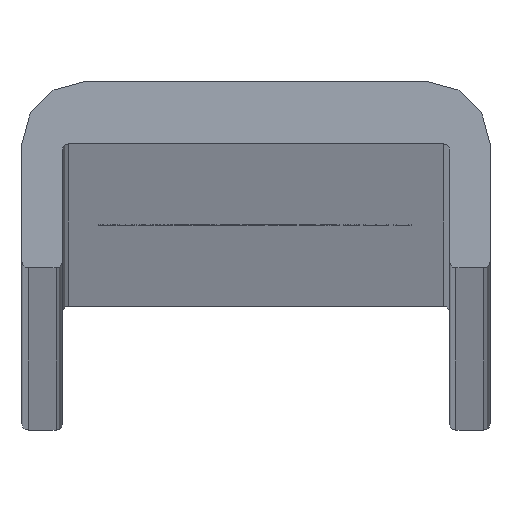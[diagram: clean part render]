
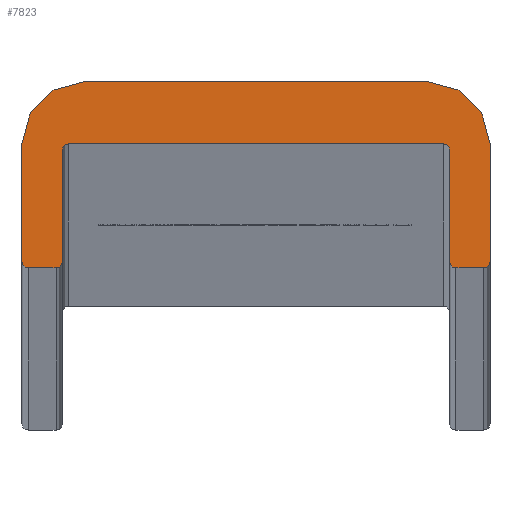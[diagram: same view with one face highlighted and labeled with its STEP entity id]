
A CAD part, top view. The second image highlights one B-rep face of the part: STEP entity #7823.
In plain terms, the highlighted planar face has unit normal (0, 0, 1).
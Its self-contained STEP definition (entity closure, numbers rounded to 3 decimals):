
#58 = VECTOR ( 'NONE', #9177, 1000. ) ;
#60 = CARTESIAN_POINT ( 'NONE',  ( 6.25, 0.2, 1500. ) ) ;
#62 = CARTESIAN_POINT ( 'NONE',  ( -6.25, 3.8, 1500. ) ) ;
#147 = ORIENTED_EDGE ( 'NONE', *, *, #16453, .T. ) ;
#207 = VECTOR ( 'NONE', #10885, 1000. ) ;
#217 = CARTESIAN_POINT ( 'NONE',  ( 5.55, 6., 1500. ) ) ;
#542 = VERTEX_POINT ( 'NONE', #10091 ) ;
#665 = ORIENTED_EDGE ( 'NONE', *, *, #7616, .T. ) ;
#726 = EDGE_CURVE ( 'NONE', #3431, #1467, #2752, .T. ) ;
#862 = EDGE_CURVE ( 'NONE', #4075, #4393, #3213, .T. ) ;
#871 = CARTESIAN_POINT ( 'NONE',  ( -6.45, 0., 1500. ) ) ;
#918 = DIRECTION ( 'NONE',  ( 0., 0., 1. ) ) ;
#926 = LINE ( 'NONE', #6180, #15281 ) ;
#1131 = AXIS2_PLACEMENT_3D ( 'NONE', #5212, #10651, #12110 ) ;
#1184 = CARTESIAN_POINT ( 'NONE',  ( 7.35, 0.2, 1500. ) ) ;
#1212 = EDGE_CURVE ( 'NONE', #1467, #10687, #4296, .T. ) ;
#1260 = EDGE_CURVE ( 'NONE', #16937, #17214, #14215, .T. ) ;
#1403 = EDGE_CURVE ( 'NONE', #8454, #4075, #12568, .T. ) ;
#1467 = VERTEX_POINT ( 'NONE', #1481 ) ;
#1481 = CARTESIAN_POINT ( 'NONE',  ( -5.55, 6., 1500. ) ) ;
#1800 = AXIS2_PLACEMENT_3D ( 'NONE', #17677, #14963, #17554 ) ;
#1850 = CARTESIAN_POINT ( 'NONE',  ( 7.35, 0., 1500. ) ) ;
#2356 = DIRECTION ( 'NONE',  ( -1., 0., 0. ) ) ;
#2377 = EDGE_CURVE ( 'NONE', #4393, #12551, #9997, .T. ) ;
#2752 = LINE ( 'NONE', #16663, #10278 ) ;
#2877 = DIRECTION ( 'NONE',  ( -1., 0., 0. ) ) ;
#2981 = ORIENTED_EDGE ( 'NONE', *, *, #1403, .T. ) ;
#3008 = CARTESIAN_POINT ( 'NONE',  ( -7.35, 0.2, 1500. ) ) ;
#3067 = FACE_OUTER_BOUND ( 'NONE', #5470, .T. ) ;
#3213 = CIRCLE ( 'NONE', #14824, 0.2 ) ;
#3287 = ORIENTED_EDGE ( 'NONE', *, *, #11033, .T. ) ;
#3426 = ORIENTED_EDGE ( 'NONE', *, *, #2377, .T. ) ;
#3431 = VERTEX_POINT ( 'NONE', #217 ) ;
#4075 = VERTEX_POINT ( 'NONE', #62 ) ;
#4282 = DIRECTION ( 'NONE',  ( 0., 0., 1. ) ) ;
#4296 = CIRCLE ( 'NONE', #1131, 2. ) ;
#4393 = VERTEX_POINT ( 'NONE', #16341 ) ;
#4709 = CARTESIAN_POINT ( 'NONE',  ( 7.55, 0.2, 1500. ) ) ;
#5071 = DIRECTION ( 'NONE',  ( 1., 0., 0. ) ) ;
#5150 = CARTESIAN_POINT ( 'NONE',  ( -7.55, 4., 1500. ) ) ;
#5212 = CARTESIAN_POINT ( 'NONE',  ( -5.55, 4., 1500. ) ) ;
#5274 = DIRECTION ( 'NONE',  ( 1., 0., 0. ) ) ;
#5275 = CIRCLE ( 'NONE', #8359, 0.2 ) ;
#5385 = CARTESIAN_POINT ( 'NONE',  ( -6.25, 0.2, 1500. ) ) ;
#5467 = DIRECTION ( 'NONE',  ( -1., 0., 0. ) ) ;
#5470 = EDGE_LOOP ( 'NONE', ( #12996, #8213, #7725, #17151, #8540, #3287, #12899, #2981, #7083, #3426, #147, #7161, #17365, #18073, #15637, #665 ) ) ;
#5507 = DIRECTION ( 'NONE',  ( 0., 0., -1. ) ) ;
#5530 = DIRECTION ( 'NONE',  ( 0., 0., 1. ) ) ;
#5601 = CIRCLE ( 'NONE', #11132, 2. ) ;
#5732 = EDGE_CURVE ( 'NONE', #542, #9510, #16769, .T. ) ;
#6180 = CARTESIAN_POINT ( 'NONE',  ( -7.35, 0., 1500. ) ) ;
#6679 = EDGE_CURVE ( 'NONE', #7279, #9897, #10142, .T. ) ;
#7034 = CARTESIAN_POINT ( 'NONE',  ( 6.45, 0., 1500. ) ) ;
#7083 = ORIENTED_EDGE ( 'NONE', *, *, #862, .T. ) ;
#7161 = ORIENTED_EDGE ( 'NONE', *, *, #6679, .T. ) ;
#7279 = VERTEX_POINT ( 'NONE', #15785 ) ;
#7320 = CARTESIAN_POINT ( 'NONE',  ( 7.55, 4., 1500. ) ) ;
#7524 = CIRCLE ( 'NONE', #14778, 0.2 ) ;
#7541 = EDGE_CURVE ( 'NONE', #9897, #16937, #5275, .T. ) ;
#7616 = EDGE_CURVE ( 'NONE', #16746, #16270, #14989, .T. ) ;
#7625 = CARTESIAN_POINT ( 'NONE',  ( 7.55, 4., 1500. ) ) ;
#7725 = ORIENTED_EDGE ( 'NONE', *, *, #1212, .T. ) ;
#7823 = ADVANCED_FACE ( 'NONE', ( #3067 ), #12350, .F. ) ;
#7842 = VECTOR ( 'NONE', #5274, 1000. ) ;
#8030 = DIRECTION ( 'NONE',  ( 1., 0., 0. ) ) ;
#8107 = LINE ( 'NONE', #17030, #14727 ) ;
#8213 = ORIENTED_EDGE ( 'NONE', *, *, #726, .T. ) ;
#8359 = AXIS2_PLACEMENT_3D ( 'NONE', #12657, #4282, #2877 ) ;
#8454 = VERTEX_POINT ( 'NONE', #5385 ) ;
#8540 = ORIENTED_EDGE ( 'NONE', *, *, #5732, .T. ) ;
#9062 = CIRCLE ( 'NONE', #9946, 0.2 ) ;
#9166 = CARTESIAN_POINT ( 'NONE',  ( 6.05, 4., 1500. ) ) ;
#9177 = DIRECTION ( 'NONE',  ( 1., 0., 0. ) ) ;
#9510 = VERTEX_POINT ( 'NONE', #12972 ) ;
#9897 = VERTEX_POINT ( 'NONE', #60 ) ;
#9946 = AXIS2_PLACEMENT_3D ( 'NONE', #1184, #18026, #11079 ) ;
#9997 = LINE ( 'NONE', #11993, #58 ) ;
#10091 = CARTESIAN_POINT ( 'NONE',  ( -7.55, 0.2, 1500. ) ) ;
#10142 = LINE ( 'NONE', #10828, #207 ) ;
#10278 = VECTOR ( 'NONE', #2356, 1000. ) ;
#10512 = AXIS2_PLACEMENT_3D ( 'NONE', #15366, #5507, #13755 ) ;
#10651 = DIRECTION ( 'NONE',  ( 0., 0., 1. ) ) ;
#10687 = VERTEX_POINT ( 'NONE', #5150 ) ;
#10741 = CARTESIAN_POINT ( 'NONE',  ( -6.45, 0.2, 1500. ) ) ;
#10828 = CARTESIAN_POINT ( 'NONE',  ( 6.25, 3.8, 1500. ) ) ;
#10885 = DIRECTION ( 'NONE',  ( 0., -1., 0. ) ) ;
#10949 = CARTESIAN_POINT ( 'NONE',  ( -6.25, 0.2, 1500. ) ) ;
#11033 = EDGE_CURVE ( 'NONE', #9510, #16898, #926, .T. ) ;
#11079 = DIRECTION ( 'NONE',  ( 1., 0., 0. ) ) ;
#11132 = AXIS2_PLACEMENT_3D ( 'NONE', #18209, #5530, #5467 ) ;
#11908 = AXIS2_PLACEMENT_3D ( 'NONE', #3008, #17305, #13091 ) ;
#11993 = CARTESIAN_POINT ( 'NONE',  ( -6.05, 4., 1500. ) ) ;
#12110 = DIRECTION ( 'NONE',  ( 1., 0., 0. ) ) ;
#12350 = PLANE ( 'NONE',  #10512 ) ;
#12551 = VERTEX_POINT ( 'NONE', #9166 ) ;
#12568 = LINE ( 'NONE', #10949, #16777 ) ;
#12657 = CARTESIAN_POINT ( 'NONE',  ( 6.45, 0.2, 1500. ) ) ;
#12847 = DIRECTION ( 'NONE',  ( 0., 1., 0. ) ) ;
#12899 = ORIENTED_EDGE ( 'NONE', *, *, #12950, .T. ) ;
#12950 = EDGE_CURVE ( 'NONE', #16898, #8454, #7524, .T. ) ;
#12972 = CARTESIAN_POINT ( 'NONE',  ( -7.35, 0., 1500. ) ) ;
#12996 = ORIENTED_EDGE ( 'NONE', *, *, #15050, .T. ) ;
#13091 = DIRECTION ( 'NONE',  ( -1., 0., 0. ) ) ;
#13641 = CARTESIAN_POINT ( 'NONE',  ( 6.45, 0., 1500. ) ) ;
#13750 = CARTESIAN_POINT ( 'NONE',  ( -6.05, 3.8, 1500. ) ) ;
#13755 = DIRECTION ( 'NONE',  ( -1., 0., 0. ) ) ;
#13758 = DIRECTION ( 'NONE',  ( 0., 1., 0. ) ) ;
#14038 = DIRECTION ( 'NONE',  ( 0., -1., 0. ) ) ;
#14047 = CIRCLE ( 'NONE', #1800, 0.2 ) ;
#14146 = EDGE_CURVE ( 'NONE', #17214, #16746, #9062, .T. ) ;
#14215 = LINE ( 'NONE', #13641, #7842 ) ;
#14727 = VECTOR ( 'NONE', #14038, 1000. ) ;
#14747 = VECTOR ( 'NONE', #12847, 1000. ) ;
#14778 = AXIS2_PLACEMENT_3D ( 'NONE', #10741, #918, #5071 ) ;
#14824 = AXIS2_PLACEMENT_3D ( 'NONE', #13750, #17953, #8030 ) ;
#14963 = DIRECTION ( 'NONE',  ( 0., 0., -1. ) ) ;
#14989 = LINE ( 'NONE', #7320, #14747 ) ;
#15050 = EDGE_CURVE ( 'NONE', #16270, #3431, #5601, .T. ) ;
#15281 = VECTOR ( 'NONE', #17696, 1000. ) ;
#15366 = CARTESIAN_POINT ( 'NONE',  ( 5.55, 4., 1500. ) ) ;
#15637 = ORIENTED_EDGE ( 'NONE', *, *, #14146, .T. ) ;
#15785 = CARTESIAN_POINT ( 'NONE',  ( 6.25, 3.8, 1500. ) ) ;
#16270 = VERTEX_POINT ( 'NONE', #7625 ) ;
#16341 = CARTESIAN_POINT ( 'NONE',  ( -6.05, 4., 1500. ) ) ;
#16453 = EDGE_CURVE ( 'NONE', #12551, #7279, #14047, .T. ) ;
#16663 = CARTESIAN_POINT ( 'NONE',  ( -5.55, 6., 1500. ) ) ;
#16746 = VERTEX_POINT ( 'NONE', #4709 ) ;
#16769 = CIRCLE ( 'NONE', #11908, 0.2 ) ;
#16777 = VECTOR ( 'NONE', #13758, 1000. ) ;
#16898 = VERTEX_POINT ( 'NONE', #871 ) ;
#16937 = VERTEX_POINT ( 'NONE', #7034 ) ;
#16965 = EDGE_CURVE ( 'NONE', #10687, #542, #8107, .T. ) ;
#17030 = CARTESIAN_POINT ( 'NONE',  ( -7.55, 0.2, 1500. ) ) ;
#17151 = ORIENTED_EDGE ( 'NONE', *, *, #16965, .T. ) ;
#17214 = VERTEX_POINT ( 'NONE', #1850 ) ;
#17305 = DIRECTION ( 'NONE',  ( 0., 0., 1. ) ) ;
#17365 = ORIENTED_EDGE ( 'NONE', *, *, #7541, .T. ) ;
#17554 = DIRECTION ( 'NONE',  ( 1., 0., 0. ) ) ;
#17677 = CARTESIAN_POINT ( 'NONE',  ( 6.05, 3.8, 1500. ) ) ;
#17696 = DIRECTION ( 'NONE',  ( 1., 0., 0. ) ) ;
#17953 = DIRECTION ( 'NONE',  ( 0., 0., -1. ) ) ;
#18026 = DIRECTION ( 'NONE',  ( 0., 0., 1. ) ) ;
#18073 = ORIENTED_EDGE ( 'NONE', *, *, #1260, .T. ) ;
#18209 = CARTESIAN_POINT ( 'NONE',  ( 5.55, 4., 1500. ) ) ;
